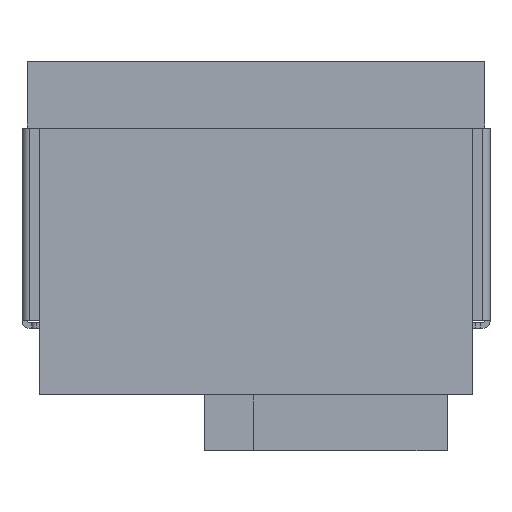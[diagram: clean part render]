
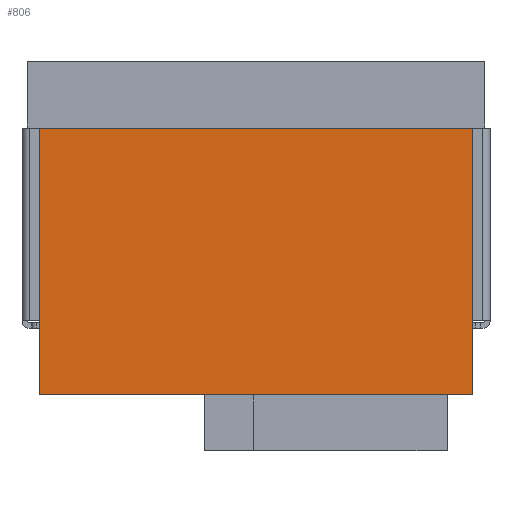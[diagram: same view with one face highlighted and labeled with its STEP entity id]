
A CAD part, front view. The second image highlights one B-rep face of the part: STEP entity #806.
In plain terms, the highlighted planar face has unit normal (0, -1, 0).
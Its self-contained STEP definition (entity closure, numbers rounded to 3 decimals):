
#793=AXIS2_PLACEMENT_3D('Plane Axis2P3D',#790,#791,#792) ;
#369=CARTESIAN_POINT('Vertex',(2.5,2.5,67.7)) ;
#372=CARTESIAN_POINT('Line Origine',(48.,2.5,67.7)) ;
#376=CARTESIAN_POINT('Vertex',(93.5,2.5,67.7)) ;
#454=CARTESIAN_POINT('Line Origine',(93.5,2.5,39.7)) ;
#458=CARTESIAN_POINT('Vertex',(93.5,2.5,11.7)) ;
#767=CARTESIAN_POINT('Vertex',(2.5,2.5,11.7)) ;
#770=CARTESIAN_POINT('Line Origine',(2.5,2.5,39.7)) ;
#790=CARTESIAN_POINT('Axis2P3D Location',(93.5,2.5,11.7)) ;
#795=CARTESIAN_POINT('Line Origine',(48.,2.5,11.7)) ;
#373=DIRECTION('Vector Direction',(-1.,0.,0.)) ;
#455=DIRECTION('Vector Direction',(0.,0.,1.)) ;
#771=DIRECTION('Vector Direction',(0.,0.,1.)) ;
#791=DIRECTION('Axis2P3D Direction',(0.,1.,-0.)) ;
#792=DIRECTION('Axis2P3D XDirection',(-1.,0.,0.)) ;
#796=DIRECTION('Vector Direction',(-1.,0.,0.)) ;
#374=VECTOR('Line Direction',#373,1.) ;
#456=VECTOR('Line Direction',#455,1.) ;
#772=VECTOR('Line Direction',#771,1.) ;
#797=VECTOR('Line Direction',#796,1.) ;
#801=ORIENTED_EDGE('',*,*,#774,.F.) ;
#802=ORIENTED_EDGE('',*,*,#799,.T.) ;
#803=ORIENTED_EDGE('',*,*,#460,.T.) ;
#804=ORIENTED_EDGE('',*,*,#378,.F.) ;
#806=ADVANCED_FACE('POWER_MONITOR',(#805),#794,.F.) ;
#378=EDGE_CURVE('',#370,#377,#375,.F.) ;
#460=EDGE_CURVE('',#459,#377,#457,.T.) ;
#774=EDGE_CURVE('',#768,#370,#773,.T.) ;
#799=EDGE_CURVE('',#768,#459,#798,.F.) ;
#800=EDGE_LOOP('',(#801,#802,#803,#804)) ;
#805=FACE_OUTER_BOUND('',#800,.T.) ;
#375=LINE('Line',#372,#374) ;
#457=LINE('Line',#454,#456) ;
#773=LINE('Line',#770,#772) ;
#798=LINE('Line',#795,#797) ;
#794=PLANE('',#793) ;
#370=VERTEX_POINT('',#369) ;
#377=VERTEX_POINT('',#376) ;
#459=VERTEX_POINT('',#458) ;
#768=VERTEX_POINT('',#767) ;
